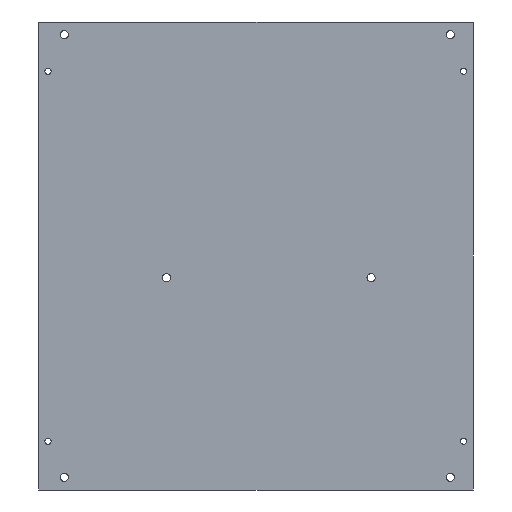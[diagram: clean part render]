
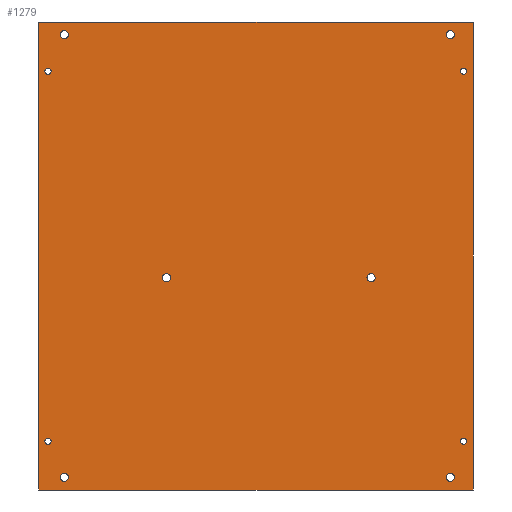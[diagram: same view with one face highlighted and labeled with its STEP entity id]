
A CAD part, front view. The second image highlights one B-rep face of the part: STEP entity #1279.
In plain terms, the highlighted planar face has unit normal (0, -1, 0).
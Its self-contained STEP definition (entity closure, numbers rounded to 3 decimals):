
#41=FACE_BOUND('',#249,.T.);
#42=FACE_BOUND('',#250,.T.);
#43=FACE_BOUND('',#251,.T.);
#44=FACE_BOUND('',#252,.T.);
#45=FACE_BOUND('',#253,.T.);
#46=FACE_BOUND('',#254,.T.);
#47=FACE_BOUND('',#255,.T.);
#48=FACE_BOUND('',#256,.T.);
#49=FACE_BOUND('',#257,.T.);
#50=FACE_BOUND('',#258,.T.);
#102=PLANE('',#1397);
#166=FACE_OUTER_BOUND('',#248,.T.);
#248=EDGE_LOOP('',(#1192,#1193,#1194,#1195));
#249=EDGE_LOOP('',(#1196));
#250=EDGE_LOOP('',(#1197));
#251=EDGE_LOOP('',(#1198));
#252=EDGE_LOOP('',(#1199));
#253=EDGE_LOOP('',(#1200));
#254=EDGE_LOOP('',(#1201));
#255=EDGE_LOOP('',(#1202));
#256=EDGE_LOOP('',(#1203));
#257=EDGE_LOOP('',(#1204));
#258=EDGE_LOOP('',(#1205));
#267=LINE('',#1788,#405);
#277=LINE('',#1809,#415);
#395=LINE('',#2092,#533);
#396=LINE('',#2095,#534);
#405=VECTOR('',#1447,10.);
#415=VECTOR('',#1463,10.);
#533=VECTOR('',#1727,10.);
#534=VECTOR('',#1732,10.);
#537=CIRCLE('',#1303,1.6);
#540=CIRCLE('',#1307,1.6);
#543=CIRCLE('',#1311,1.6);
#546=CIRCLE('',#1315,1.6);
#549=CIRCLE('',#1325,1.2);
#552=CIRCLE('',#1329,1.2);
#555=CIRCLE('',#1333,1.2);
#558=CIRCLE('',#1337,1.2);
#563=CIRCLE('',#1344,1.6);
#568=CIRCLE('',#1351,1.6);
#574=VERTEX_POINT('',#1749);
#577=VERTEX_POINT('',#1757);
#580=VERTEX_POINT('',#1765);
#583=VERTEX_POINT('',#1773);
#588=VERTEX_POINT('',#1786);
#589=VERTEX_POINT('',#1787);
#596=VERTEX_POINT('',#1807);
#597=VERTEX_POINT('',#1808);
#602=VERTEX_POINT('',#1823);
#605=VERTEX_POINT('',#1831);
#608=VERTEX_POINT('',#1839);
#611=VERTEX_POINT('',#1847);
#616=VERTEX_POINT('',#1861);
#621=VERTEX_POINT('',#1875);
#693=EDGE_CURVE('',#574,#574,#537,.T.);
#697=EDGE_CURVE('',#577,#577,#540,.T.);
#701=EDGE_CURVE('',#580,#580,#543,.T.);
#705=EDGE_CURVE('',#583,#583,#546,.T.);
#710=EDGE_CURVE('',#588,#589,#267,.T.);
#720=EDGE_CURVE('',#596,#597,#277,.T.);
#729=EDGE_CURVE('',#602,#602,#549,.T.);
#733=EDGE_CURVE('',#605,#605,#552,.T.);
#737=EDGE_CURVE('',#608,#608,#555,.T.);
#741=EDGE_CURVE('',#611,#611,#558,.T.);
#748=EDGE_CURVE('',#616,#616,#563,.T.);
#755=EDGE_CURVE('',#621,#621,#568,.T.);
#860=EDGE_CURVE('',#589,#596,#395,.T.);
#861=EDGE_CURVE('',#597,#588,#396,.T.);
#1192=ORIENTED_EDGE('',*,*,#861,.T.);
#1193=ORIENTED_EDGE('',*,*,#710,.T.);
#1194=ORIENTED_EDGE('',*,*,#860,.T.);
#1195=ORIENTED_EDGE('',*,*,#720,.T.);
#1196=ORIENTED_EDGE('',*,*,#693,.T.);
#1197=ORIENTED_EDGE('',*,*,#697,.T.);
#1198=ORIENTED_EDGE('',*,*,#701,.T.);
#1199=ORIENTED_EDGE('',*,*,#705,.T.);
#1200=ORIENTED_EDGE('',*,*,#729,.T.);
#1201=ORIENTED_EDGE('',*,*,#733,.T.);
#1202=ORIENTED_EDGE('',*,*,#737,.T.);
#1203=ORIENTED_EDGE('',*,*,#741,.T.);
#1204=ORIENTED_EDGE('',*,*,#748,.T.);
#1205=ORIENTED_EDGE('',*,*,#755,.T.);
#1279=ADVANCED_FACE('',(#166,#41,#42,#43,#44,#45,#46,#47,#48,#49,#50),#102,
 .F.);
#1303=AXIS2_PLACEMENT_3D('',#1751,#1410,#1411);
#1307=AXIS2_PLACEMENT_3D('',#1759,#1419,#1420);
#1311=AXIS2_PLACEMENT_3D('',#1767,#1428,#1429);
#1315=AXIS2_PLACEMENT_3D('',#1775,#1437,#1438);
#1325=AXIS2_PLACEMENT_3D('',#1825,#1478,#1479);
#1329=AXIS2_PLACEMENT_3D('',#1833,#1487,#1488);
#1333=AXIS2_PLACEMENT_3D('',#1841,#1496,#1497);
#1337=AXIS2_PLACEMENT_3D('',#1849,#1505,#1506);
#1344=AXIS2_PLACEMENT_3D('',#1863,#1521,#1522);
#1351=AXIS2_PLACEMENT_3D('',#1877,#1537,#1538);
#1397=AXIS2_PLACEMENT_3D('',#2097,#1735,#1736);
#1410=DIRECTION('center_axis',(0.,1.,0.));
#1411=DIRECTION('ref_axis',(1.,0.,0.));
#1419=DIRECTION('center_axis',(0.,1.,0.));
#1420=DIRECTION('ref_axis',(1.,0.,0.));
#1428=DIRECTION('center_axis',(0.,1.,0.));
#1429=DIRECTION('ref_axis',(1.,0.,0.));
#1437=DIRECTION('center_axis',(0.,1.,0.));
#1438=DIRECTION('ref_axis',(1.,0.,0.));
#1447=DIRECTION('',(-1.,0.,0.));
#1463=DIRECTION('',(1.,0.,0.));
#1478=DIRECTION('center_axis',(0.,1.,0.));
#1479=DIRECTION('ref_axis',(1.,0.,0.));
#1487=DIRECTION('center_axis',(0.,1.,0.));
#1488=DIRECTION('ref_axis',(1.,0.,0.));
#1496=DIRECTION('center_axis',(0.,1.,0.));
#1497=DIRECTION('ref_axis',(1.,0.,0.));
#1505=DIRECTION('center_axis',(0.,1.,0.));
#1506=DIRECTION('ref_axis',(1.,0.,0.));
#1521=DIRECTION('center_axis',(0.,1.,0.));
#1522=DIRECTION('ref_axis',(1.,0.,0.));
#1537=DIRECTION('center_axis',(0.,1.,0.));
#1538=DIRECTION('ref_axis',(1.,0.,0.));
#1727=DIRECTION('',(0.,0.,-1.));
#1732=DIRECTION('',(0.,0.,1.));
#1735=DIRECTION('center_axis',(0.,1.,0.));
#1736=DIRECTION('ref_axis',(0.,0.,1.));
#1749=CARTESIAN_POINT('',(-10.6,0.,5.));
#1751=CARTESIAN_POINT('Origin',(-9.,0.,5.));
#1757=CARTESIAN_POINT('',(-10.6,0.,-168.));
#1759=CARTESIAN_POINT('Origin',(-9.,0.,-168.));
#1765=CARTESIAN_POINT('',(-161.6,0.,5.));
#1767=CARTESIAN_POINT('Origin',(-160.,0.,5.));
#1773=CARTESIAN_POINT('',(-161.6,0.,-168.));
#1775=CARTESIAN_POINT('Origin',(-160.,0.,-168.));
#1786=CARTESIAN_POINT('',(0.,0.,10.));
#1787=CARTESIAN_POINT('',(-170.,0.,10.));
#1788=CARTESIAN_POINT('',(0.,0.,10.));
#1807=CARTESIAN_POINT('',(-170.,0.,-173.));
#1808=CARTESIAN_POINT('',(0.,0.,-173.));
#1809=CARTESIAN_POINT('',(-170.,0.,-173.));
#1823=CARTESIAN_POINT('',(-5.025,0.,-9.275));
#1825=CARTESIAN_POINT('Origin',(-3.825,0.,-9.275));
#1831=CARTESIAN_POINT('',(-167.525,0.,-153.925));
#1833=CARTESIAN_POINT('Origin',(-166.325,0.,-153.925));
#1839=CARTESIAN_POINT('',(-167.525,0.,-9.275));
#1841=CARTESIAN_POINT('Origin',(-166.325,0.,-9.275));
#1847=CARTESIAN_POINT('',(-5.025,0.,-153.925));
#1849=CARTESIAN_POINT('Origin',(-3.825,0.,-153.925));
#1861=CARTESIAN_POINT('',(-121.6,0.,-90.));
#1863=CARTESIAN_POINT('Origin',(-120.,0.,-90.));
#1875=CARTESIAN_POINT('',(-41.6,0.,-90.));
#1877=CARTESIAN_POINT('Origin',(-40.,0.,-90.));
#2092=CARTESIAN_POINT('',(-170.,0.,-163.));
#2095=CARTESIAN_POINT('',(0.,0.,0.));
#2097=CARTESIAN_POINT('Origin',(-85.,0.,-81.5));
